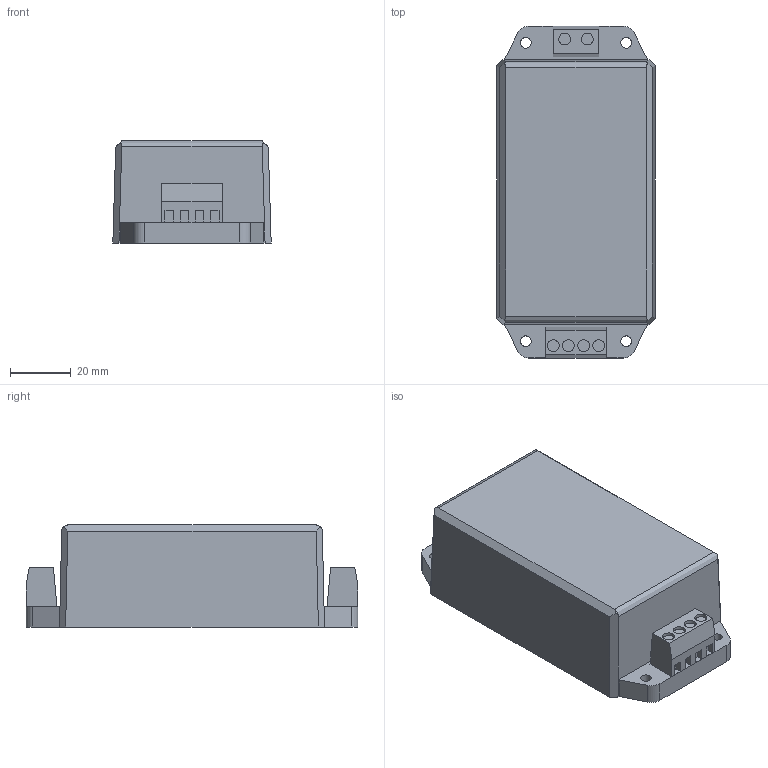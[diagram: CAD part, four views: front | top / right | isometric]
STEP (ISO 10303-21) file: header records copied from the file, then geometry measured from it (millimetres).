
FILE_DESCRIPTION(('FreeCAD Model'),'2;1');
FILE_NAME('IRM-60 ST power supply.step', '2018-02-11T13:48:46',('Author'),(''), 'Open CASCADE STEP processor 6.8','FreeCAD','Unknown');
FILE_SCHEMA(('AUTOMOTIVE_DESIGN_CC2 { 1 2 10303 214 -1 1 5 4 }'));
Length unit declared in the file: millimetre
Products named in the file (2): ASSEMBLY; second_draft
Assembly tree (1 placements, depth 2):
  ASSEMBLY
    second_draft
Bounding box: 52 x 109 x 33.5 mm (x, y, z)
Volume: 156604.6 mm3; surface area: 21329.6 mm2
Topology: 1 solids, 1 shells, 92 faces, 218 edges, 140 vertices
Faces by surface type: plane 66, cylinder 14, bspline 12
Full cylindrical faces by diameter (mm): 3.5 x4, 3.9 x6
Entity records: 17132 total; most frequent: CARTESIAN_POINT 12256, DIRECTION 692, LINE 462, VECTOR 462, ORIENTED_EDGE 436, PCURVE 436, DEFINITIONAL_REPRESENTATION 436, EDGE_CURVE 218
